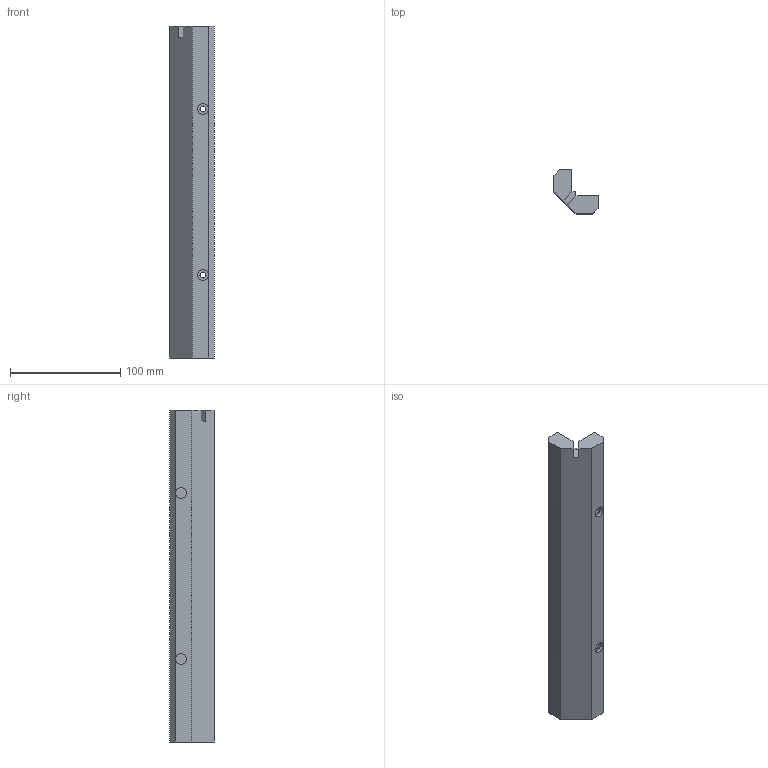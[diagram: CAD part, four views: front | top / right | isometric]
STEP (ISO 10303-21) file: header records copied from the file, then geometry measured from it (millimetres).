
FILE_DESCRIPTION(/* description */ (''),/* implementation_level */ '2;1');
FILE_NAME(/* name */ 'Piller split 2.step',/* time_stamp */ '2023-06-27T16:23:16-05:00',/* author */ (''),/* organization */ (''),/* preprocessor_version */ 'ST-DEVELOPER v19.2',/* originating_system */ 'Autodesk Translation Framework v12.6.0.85',/* authorisation */ '');
FILE_SCHEMA (('AUTOMOTIVE_DESIGN { 1 0 10303 214 3 1 1 }'));
Length unit declared in the file: millimetre
Products named in the file (1): Candy Machine Split Parts
Bounding box: 40 x 40 x 301.75 mm (x, y, z)
Volume: 245382.6 mm3; surface area: 46135.4 mm2
Topology: 1 solids, 1 shells, 33 faces, 85 edges, 52 vertices
Faces by surface type: plane 25, cylinder 8
Full cylindrical faces by diameter (mm): 5.5 x4, 10 x4
Entity records: 956 total; most frequent: DIRECTION 157, CARTESIAN_POINT 157, ORIENTED_EDGE 154, EDGE_CURVE 77, LINE 61, VECTOR 61, VERTEX_POINT 48, AXIS2_PLACEMENT_3D 48
